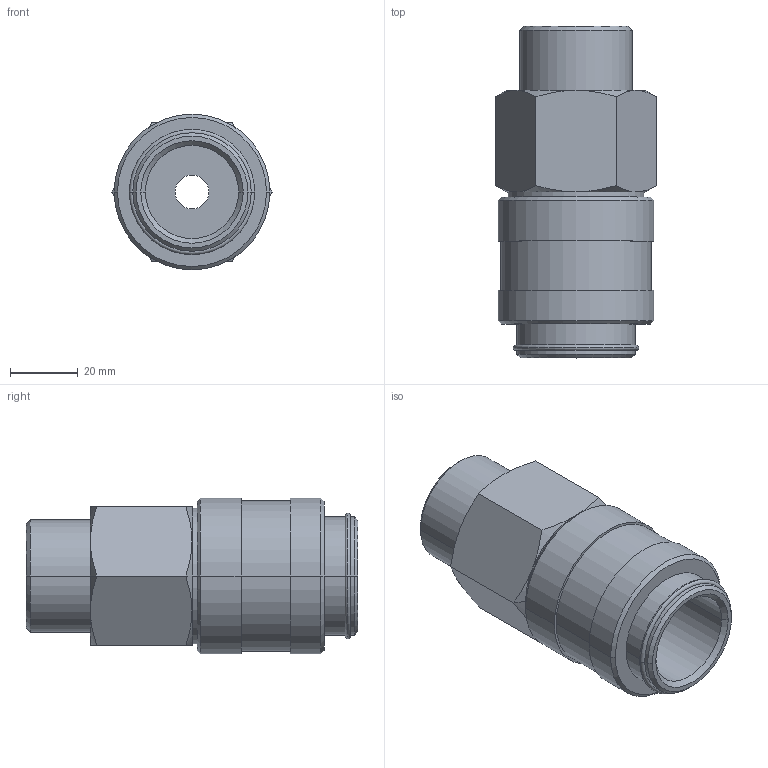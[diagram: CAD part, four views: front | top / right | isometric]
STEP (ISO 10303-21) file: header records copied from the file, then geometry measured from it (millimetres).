
FILE_DESCRIPTION(('STEP AP214'),'1');
FILE_NAME('ESGE_10_AAB.stp','2020-08-17T11:38:36',('TraceParts'),('TraceParts S.A.'),'Spatial InterOp 3D',' ',' ');
FILE_SCHEMA(('AUTOMOTIVE_DESIGN { 1 0 10303 214 1 1 1 1 }'));
Length unit declared in the file: millimetre
Products named in the file (1): ESGE_10_AAB
Bounding box: 47.34 x 98 x 46 mm (x, y, z)
Volume: 106356.3 mm3; surface area: 21310.9 mm2
Topology: 1 solids, 1 shells, 63 faces, 130 edges, 76 vertices
Faces by surface type: cone 26, cylinder 18, plane 15, torus 4
Entity records: 2204 total; most frequent: CARTESIAN_POINT 366, DIRECTION 302, ORIENTED_EDGE 260, AXIS2_PLACEMENT_3D 132, EDGE_CURVE 130, VERTEX_POINT 76, EDGE_LOOP 72, CIRCLE 68
